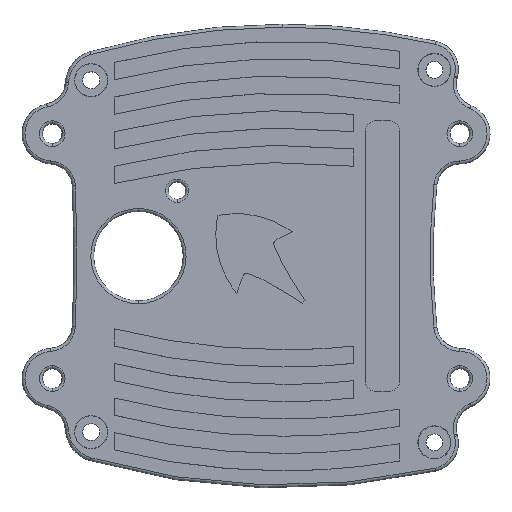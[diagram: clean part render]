
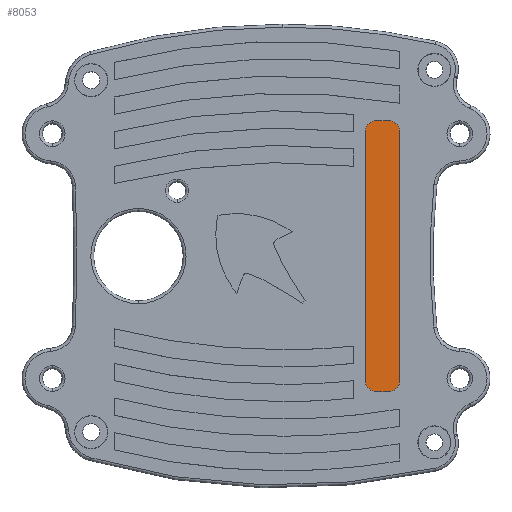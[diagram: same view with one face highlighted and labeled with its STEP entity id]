
A CAD part, front view. The second image highlights one B-rep face of the part: STEP entity #8053.
In plain terms, the highlighted planar face has unit normal (0, -1, 0).
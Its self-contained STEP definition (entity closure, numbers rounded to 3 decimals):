
#333 = CARTESIAN_POINT ( 'NONE',  ( 26.667, -7.105, 20.015 ) ) ;
#408 = DIRECTION ( 'NONE',  ( 0., 0., -1. ) ) ;
#588 = ORIENTED_EDGE ( 'NONE', *, *, #5712, .T. ) ;
#826 = CIRCLE ( 'NONE', #3436, 1.997 ) ;
#1050 = CARTESIAN_POINT ( 'NONE',  ( 32.66, -7.105, 20.015 ) ) ;
#1102 = VERTEX_POINT ( 'NONE', #4450 ) ;
#1273 = CARTESIAN_POINT ( 'NONE',  ( 28.664, -7.105, 18.019 ) ) ;
#1463 = ORIENTED_EDGE ( 'NONE', *, *, #5654, .T. ) ;
#2236 = AXIS2_PLACEMENT_3D ( 'NONE', #2427, #3667, #408 ) ;
#2265 = DIRECTION ( 'NONE',  ( 1., 0., 0. ) ) ;
#2427 = CARTESIAN_POINT ( 'NONE',  ( 28.664, -7.105, 20.015 ) ) ;
#2632 = ORIENTED_EDGE ( 'NONE', *, *, #6292, .T. ) ;
#2663 = AXIS2_PLACEMENT_3D ( 'NONE', #6924, #4878, #4319 ) ;
#2743 = EDGE_CURVE ( 'NONE', #7330, #7718, #8105, .T. ) ;
#2762 = DIRECTION ( 'NONE',  ( 0., 0., -1. ) ) ;
#2891 = CIRCLE ( 'NONE', #6151, 1.997 ) ;
#3002 = ORIENTED_EDGE ( 'NONE', *, *, #2743, .T. ) ;
#3013 = CIRCLE ( 'NONE', #7764, 1.997 ) ;
#3046 = FACE_OUTER_BOUND ( 'NONE', #6139, .T. ) ;
#3221 = DIRECTION ( 'NONE',  ( 0., -1., 0. ) ) ;
#3261 = LINE ( 'NONE', #3809, #4123 ) ;
#3420 = LINE ( 'NONE', #6011, #6459 ) ;
#3436 = AXIS2_PLACEMENT_3D ( 'NONE', #5271, #7861, #5862 ) ;
#3558 = VERTEX_POINT ( 'NONE', #5462 ) ;
#3570 = PLANE ( 'NONE',  #2663 ) ;
#3636 = DIRECTION ( 'NONE',  ( 0., 0., -1. ) ) ;
#3667 = DIRECTION ( 'NONE',  ( 0., -1., 0. ) ) ;
#3809 = CARTESIAN_POINT ( 'NONE',  ( 28.664, -7.105, 65.012 ) ) ;
#3911 = VERTEX_POINT ( 'NONE', #8354 ) ;
#3967 = DIRECTION ( 'NONE',  ( 0., 0., -1. ) ) ;
#3980 = VECTOR ( 'NONE', #6854, 1000. ) ;
#3983 = DIRECTION ( 'NONE',  ( 0., -1., 0. ) ) ;
#4019 = EDGE_CURVE ( 'NONE', #3911, #4993, #6293, .T. ) ;
#4123 = VECTOR ( 'NONE', #5847, 1000. ) ;
#4158 = ORIENTED_EDGE ( 'NONE', *, *, #4019, .T. ) ;
#4319 = DIRECTION ( 'NONE',  ( 0., 0., -1. ) ) ;
#4450 = CARTESIAN_POINT ( 'NONE',  ( 30.664, -7.105, 65.012 ) ) ;
#4556 = ORIENTED_EDGE ( 'NONE', *, *, #4966, .T. ) ;
#4649 = CARTESIAN_POINT ( 'NONE',  ( 26.667, -7.105, 63.015 ) ) ;
#4714 = CARTESIAN_POINT ( 'NONE',  ( 30.664, -7.105, 63.015 ) ) ;
#4878 = DIRECTION ( 'NONE',  ( 0., -1., 0. ) ) ;
#4966 = EDGE_CURVE ( 'NONE', #3558, #7330, #2891, .T. ) ;
#4993 = VERTEX_POINT ( 'NONE', #8412 ) ;
#5037 = EDGE_CURVE ( 'NONE', #1102, #3558, #3261, .T. ) ;
#5174 = CARTESIAN_POINT ( 'NONE',  ( 26.667, -7.105, 20.015 ) ) ;
#5271 = CARTESIAN_POINT ( 'NONE',  ( 30.664, -7.105, 20.015 ) ) ;
#5340 = ORIENTED_EDGE ( 'NONE', *, *, #5037, .T. ) ;
#5462 = CARTESIAN_POINT ( 'NONE',  ( 28.664, -7.105, 65.012 ) ) ;
#5654 = EDGE_CURVE ( 'NONE', #4993, #1102, #3013, .T. ) ;
#5712 = EDGE_CURVE ( 'NONE', #5788, #3911, #826, .T. ) ;
#5788 = VERTEX_POINT ( 'NONE', #6803 ) ;
#5847 = DIRECTION ( 'NONE',  ( -1., 0., 0. ) ) ;
#5862 = DIRECTION ( 'NONE',  ( 0., 0., -1. ) ) ;
#6011 = CARTESIAN_POINT ( 'NONE',  ( 28.664, -7.105, 18.019 ) ) ;
#6139 = EDGE_LOOP ( 'NONE', ( #7003, #2632, #588, #4158, #1463, #5340, #4556, #3002 ) ) ;
#6151 = AXIS2_PLACEMENT_3D ( 'NONE', #7090, #3221, #3967 ) ;
#6292 = EDGE_CURVE ( 'NONE', #7493, #5788, #3420, .T. ) ;
#6293 = LINE ( 'NONE', #1050, #3980 ) ;
#6315 = CIRCLE ( 'NONE', #2236, 1.997 ) ;
#6388 = EDGE_CURVE ( 'NONE', #7718, #7493, #6315, .T. ) ;
#6459 = VECTOR ( 'NONE', #2265, 1000. ) ;
#6803 = CARTESIAN_POINT ( 'NONE',  ( 30.664, -7.105, 18.019 ) ) ;
#6854 = DIRECTION ( 'NONE',  ( 0., 0., 1. ) ) ;
#6924 = CARTESIAN_POINT ( 'NONE',  ( 28.664, -7.105, 20.015 ) ) ;
#6988 = VECTOR ( 'NONE', #3636, 1000. ) ;
#7003 = ORIENTED_EDGE ( 'NONE', *, *, #6388, .T. ) ;
#7090 = CARTESIAN_POINT ( 'NONE',  ( 28.664, -7.105, 63.015 ) ) ;
#7330 = VERTEX_POINT ( 'NONE', #4649 ) ;
#7493 = VERTEX_POINT ( 'NONE', #1273 ) ;
#7718 = VERTEX_POINT ( 'NONE', #5174 ) ;
#7764 = AXIS2_PLACEMENT_3D ( 'NONE', #4714, #3983, #2762 ) ;
#7861 = DIRECTION ( 'NONE',  ( 0., -1., 0. ) ) ;
#8053 = ADVANCED_FACE ( 'NONE', ( #3046 ), #3570, .T. ) ;
#8105 = LINE ( 'NONE', #333, #6988 ) ;
#8354 = CARTESIAN_POINT ( 'NONE',  ( 32.66, -7.105, 20.015 ) ) ;
#8412 = CARTESIAN_POINT ( 'NONE',  ( 32.66, -7.105, 63.015 ) ) ;
